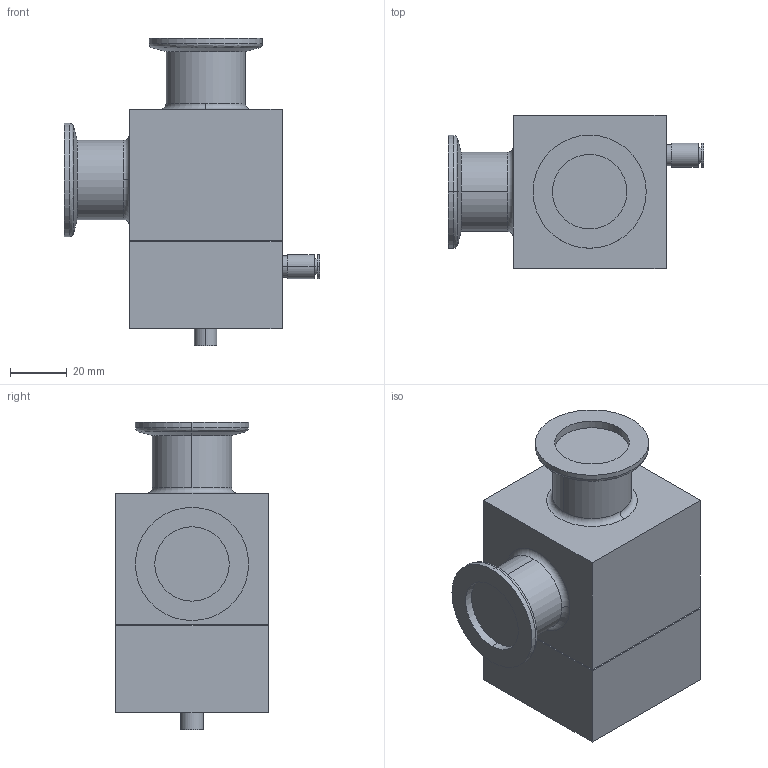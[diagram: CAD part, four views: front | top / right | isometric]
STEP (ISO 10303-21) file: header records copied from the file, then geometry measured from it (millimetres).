
FILE_DESCRIPTION (( 'STEP AP214' ), '1' );
FILE_NAME ('PFA45004.step', '2017-07-10T10:21:36', ( 'install' ), ( '' ), 'SwSTEP 2.0', 'SolidWorks 2015', '' );
FILE_SCHEMA (( 'AUTOMOTIVE_DESIGN' ));
Length unit declared in the file: millimetre
Products named in the file (1): PFA45004
Bounding box: 90.35 x 54 x 108.5 mm (x, y, z)
Volume: 257955.5 mm3; surface area: 31718.5 mm2
Topology: 1 solids, 1 shells, 116 faces, 254 edges, 164 vertices
Faces by surface type: plane 62, cylinder 42, bspline 4, torus 4, cone 4
Entity records: 4548 total; most frequent: CARTESIAN_POINT 595, DIRECTION 584, ORIENTED_EDGE 508, EDGE_CURVE 254, AXIS2_PLACEMENT_3D 217, VERTEX_POINT 164, LINE 150, VECTOR 150
